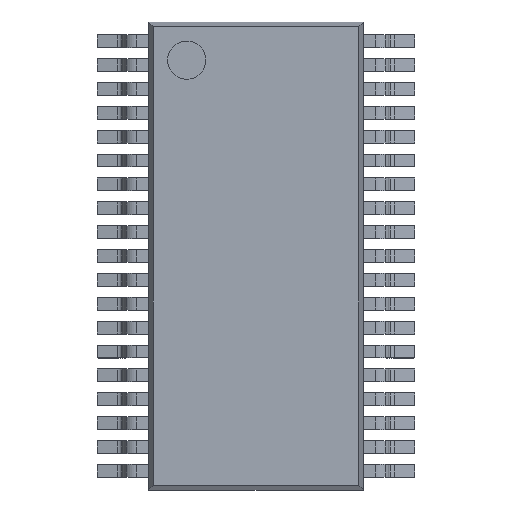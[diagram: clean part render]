
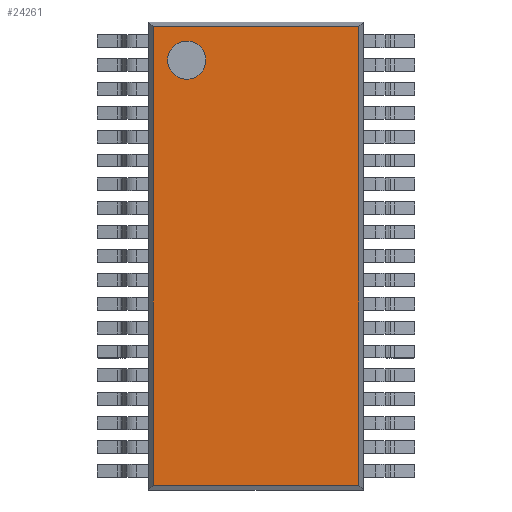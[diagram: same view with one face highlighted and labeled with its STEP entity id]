
A CAD part, top view. The second image highlights one B-rep face of the part: STEP entity #24261.
In plain terms, the highlighted planar face has unit normal (0, 0, 1).
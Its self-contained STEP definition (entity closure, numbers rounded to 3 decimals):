
#23936=CARTESIAN_POINT('',(-1.05,4.1,1.2));
#23937=VERTEX_POINT('',#23936);
#23953=CARTESIAN_POINT('',(-1.85,4.1,1.2));
#23954=VERTEX_POINT('',#23953);
#23961=CARTESIAN_POINT('',(-1.45,4.1,1.2));
#23962=DIRECTION('',(0.0,0.0,-1.0));
#23963=DIRECTION('',(1.0,0.0,0.0));
#23964=AXIS2_PLACEMENT_3D('',#23961,#23962,#23963);
#23965=CIRCLE('',#23964,0.4);
#23966=EDGE_CURVE('',#23937,#23954,#23965,.T.);
#23977=CARTESIAN_POINT('',(-1.45,4.1,1.2));
#23978=DIRECTION('',(0.0,0.0,-1.0));
#23979=DIRECTION('',(1.0,0.0,0.0));
#23980=AXIS2_PLACEMENT_3D('',#23977,#23978,#23979);
#23981=CIRCLE('',#23980,0.4);
#23982=EDGE_CURVE('',#23954,#23937,#23981,.T.);
#24201=CARTESIAN_POINT('',(2.15,4.8,1.2));
#24202=VERTEX_POINT('',#24201);
#24210=CARTESIAN_POINT('',(-2.15,4.8,1.2));
#24211=VERTEX_POINT('',#24210);
#24218=CARTESIAN_POINT('',(-2.15,4.8,1.2));
#24219=DIRECTION('',(1.0,0.0,0.0));
#24220=VECTOR('',#24219,4.3);
#24221=LINE('',#24218,#24220);
#24222=EDGE_CURVE('',#24211,#24202,#24221,.T.);
#24227=CARTESIAN_POINT('',(0.0,0.,1.2));
#24228=DIRECTION('',(0.0,0.0,1.0));
#24229=DIRECTION('',(1.0,0.0,0.0));
#24230=AXIS2_PLACEMENT_3D('',#24227,#24228,#24229);
#24231=PLANE('',#24230);
#24232=ORIENTED_EDGE('',*,*,#24222,.F.);
#24233=CARTESIAN_POINT('',(-2.15,-4.8,1.2));
#24234=VERTEX_POINT('',#24233);
#24235=CARTESIAN_POINT('',(-2.15,-4.8,1.2));
#24236=DIRECTION('',(0.0,1.0,0.0));
#24237=VECTOR('',#24236,9.6);
#24238=LINE('',#24235,#24237);
#24239=EDGE_CURVE('',#24234,#24211,#24238,.T.);
#24240=ORIENTED_EDGE('',*,*,#24239,.F.);
#24241=CARTESIAN_POINT('',(2.15,-4.8,1.2));
#24242=VERTEX_POINT('',#24241);
#24243=CARTESIAN_POINT('',(2.15,-4.8,1.2));
#24244=DIRECTION('',(-1.0,0.0,0.0));
#24245=VECTOR('',#24244,4.3);
#24246=LINE('',#24243,#24245);
#24247=EDGE_CURVE('',#24242,#24234,#24246,.T.);
#24248=ORIENTED_EDGE('',*,*,#24247,.F.);
#24249=CARTESIAN_POINT('',(2.15,4.8,1.2));
#24250=DIRECTION('',(0.0,-1.0,0.0));
#24251=VECTOR('',#24250,9.6);
#24252=LINE('',#24249,#24251);
#24253=EDGE_CURVE('',#24202,#24242,#24252,.T.);
#24254=ORIENTED_EDGE('',*,*,#24253,.F.);
#24255=EDGE_LOOP('',(#24232,#24240,#24248,#24254));
#24256=FACE_OUTER_BOUND('',#24255,.T.);
#24257=ORIENTED_EDGE('',*,*,#23966,.T.);
#24258=ORIENTED_EDGE('',*,*,#23982,.T.);
#24259=EDGE_LOOP('',(#24257,#24258));
#24260=FACE_BOUND('',#24259,.T.);
#24261=ADVANCED_FACE('',(#24256,#24260),#24231,.T.);
